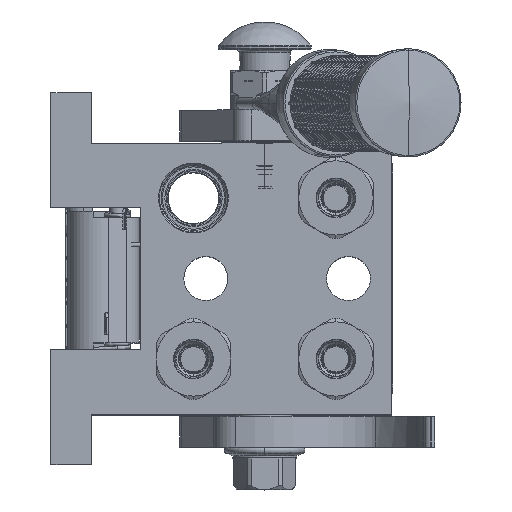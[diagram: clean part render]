
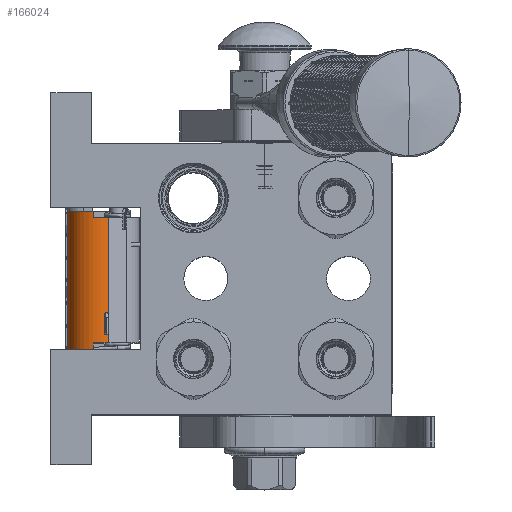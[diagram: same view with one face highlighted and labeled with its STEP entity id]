
A CAD part, top view. The second image highlights one B-rep face of the part: STEP entity #166024.
In plain terms, the highlighted cylindrical face has radius 9.5 mm (diameter 19 mm), a partial arc.
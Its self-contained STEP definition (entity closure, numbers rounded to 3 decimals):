
#1796 = ORIENTED_EDGE ( 'NONE', *, *, #93151, .F. ) ;
#7396 = EDGE_CURVE ( 'NONE', #124582, #26902, #122426, .T. ) ;
#7490 = CARTESIAN_POINT ( 'NONE',  ( -20.25, -5.154, -56.269 ) ) ;
#8213 = VECTOR ( 'NONE', #76140, 1000. ) ;
#15882 = EDGE_LOOP ( 'NONE', ( #17588, #79539, #1796, #193545, #130311, #94879, #106115, #52517 ) ) ;
#17588 = ORIENTED_EDGE ( 'NONE', *, *, #94514, .F. ) ;
#18397 = AXIS2_PLACEMENT_3D ( 'NONE', #116424, #103165, #164210 ) ;
#19980 = LINE ( 'NONE', #44416, #8213 ) ;
#25200 = DIRECTION ( 'NONE',  ( 0., -0.385, -0.923 ) ) ;
#26902 = VERTEX_POINT ( 'NONE', #75889 ) ;
#29164 = DIRECTION ( 'NONE',  ( 0., 0.158, -0.987 ) ) ;
#32560 = DIRECTION ( 'NONE',  ( 1., 0., 0. ) ) ;
#35147 = LINE ( 'NONE', #82875, #87485 ) ;
#39836 = DIRECTION ( 'NONE',  ( 1., 0., 0. ) ) ;
#44416 = CARTESIAN_POINT ( 'NONE',  ( -22.25, 0., -56.881 ) ) ;
#46498 = CARTESIAN_POINT ( 'NONE',  ( 20.25, -1.5, -47.5 ) ) ;
#52517 = ORIENTED_EDGE ( 'NONE', *, *, #139943, .F. ) ;
#52766 = AXIS2_PLACEMENT_3D ( 'NONE', #46498, #32560, #63046 ) ;
#53681 = VERTEX_POINT ( 'NONE', #58369 ) ;
#58369 = CARTESIAN_POINT ( 'NONE',  ( -22.25, 0., -56.881 ) ) ;
#61760 = DIRECTION ( 'NONE',  ( 1., 0., 0. ) ) ;
#63046 = DIRECTION ( 'NONE',  ( 0., -0.385, -0.923 ) ) ;
#68232 = CARTESIAN_POINT ( 'NONE',  ( 22.25, -1.5, -47.5 ) ) ;
#70702 = CARTESIAN_POINT ( 'NONE',  ( -20.25, 0., -56.881 ) ) ;
#73178 = VERTEX_POINT ( 'NONE', #7490 ) ;
#75693 = CIRCLE ( 'NONE', #118877, 9.5 ) ;
#75889 = CARTESIAN_POINT ( 'NONE',  ( 22.25, 8., -47.5 ) ) ;
#76140 = DIRECTION ( 'NONE',  ( 1., 0., 0. ) ) ;
#78718 = CARTESIAN_POINT ( 'NONE',  ( 22.25, 0., -56.881 ) ) ;
#79375 = VERTEX_POINT ( 'NONE', #70702 ) ;
#79539 = ORIENTED_EDGE ( 'NONE', *, *, #141040, .T. ) ;
#80323 = CIRCLE ( 'NONE', #52766, 9.5 ) ;
#82654 = EDGE_CURVE ( 'NONE', #157101, #115433, #35147, .T. ) ;
#82875 = CARTESIAN_POINT ( 'NONE',  ( 20.25, 0., -56.881 ) ) ;
#86091 = LINE ( 'NONE', #177670, #112190 ) ;
#87485 = VECTOR ( 'NONE', #99430, 1000. ) ;
#93151 = EDGE_CURVE ( 'NONE', #53681, #79375, #19980, .T. ) ;
#94514 = EDGE_CURVE ( 'NONE', #73178, #186381, #86091, .T. ) ;
#94879 = ORIENTED_EDGE ( 'NONE', *, *, #128005, .F. ) ;
#99430 = DIRECTION ( 'NONE',  ( 1., 0., 0. ) ) ;
#103165 = DIRECTION ( 'NONE',  ( -1., 0., 0. ) ) ;
#104563 = CYLINDRICAL_SURFACE ( 'NONE', #18397, 9.5 ) ;
#104793 = DIRECTION ( 'NONE',  ( 1., 0., 0. ) ) ;
#106115 = ORIENTED_EDGE ( 'NONE', *, *, #82654, .F. ) ;
#112101 = DIRECTION ( 'NONE',  ( 0., 0.158, -0.987 ) ) ;
#112190 = VECTOR ( 'NONE', #141433, 1000. ) ;
#115433 = VERTEX_POINT ( 'NONE', #78718 ) ;
#116424 = CARTESIAN_POINT ( 'NONE',  ( -22.25, -1.5, -47.5 ) ) ;
#118827 = FACE_OUTER_BOUND ( 'NONE', #15882, .T. ) ;
#118877 = AXIS2_PLACEMENT_3D ( 'NONE', #68232, #159832, #112101 ) ;
#122426 = LINE ( 'NONE', #181321, #172418 ) ;
#124582 = VERTEX_POINT ( 'NONE', #193831 ) ;
#128005 = EDGE_CURVE ( 'NONE', #115433, #26902, #75693, .T. ) ;
#130311 = ORIENTED_EDGE ( 'NONE', *, *, #7396, .T. ) ;
#139943 = EDGE_CURVE ( 'NONE', #186381, #157101, #80323, .T. ) ;
#141040 = EDGE_CURVE ( 'NONE', #73178, #79375, #184388, .T. ) ;
#141433 = DIRECTION ( 'NONE',  ( 1., 0., 0. ) ) ;
#143184 = CIRCLE ( 'NONE', #162051, 9.5 ) ;
#157101 = VERTEX_POINT ( 'NONE', #158219 ) ;
#158219 = CARTESIAN_POINT ( 'NONE',  ( 20.25, 0., -56.881 ) ) ;
#159832 = DIRECTION ( 'NONE',  ( 1., 0., 0. ) ) ;
#162051 = AXIS2_PLACEMENT_3D ( 'NONE', #195785, #104793, #29164 ) ;
#164210 = DIRECTION ( 'NONE',  ( 0., -1., 0. ) ) ;
#166024 = ADVANCED_FACE ( 'NONE', ( #118827 ), #104563, .T. ) ;
#172418 = VECTOR ( 'NONE', #61760, 1000. ) ;
#173778 = CARTESIAN_POINT ( 'NONE',  ( 20.25, -5.154, -56.269 ) ) ;
#176949 = EDGE_CURVE ( 'NONE', #53681, #124582, #143184, .T. ) ;
#177670 = CARTESIAN_POINT ( 'NONE',  ( -20.25, -5.154, -56.269 ) ) ;
#177867 = CARTESIAN_POINT ( 'NONE',  ( -20.25, -1.5, -47.5 ) ) ;
#181321 = CARTESIAN_POINT ( 'NONE',  ( -22.25, 8., -47.5 ) ) ;
#184388 = CIRCLE ( 'NONE', #196682, 9.5 ) ;
#186381 = VERTEX_POINT ( 'NONE', #173778 ) ;
#193545 = ORIENTED_EDGE ( 'NONE', *, *, #176949, .T. ) ;
#193831 = CARTESIAN_POINT ( 'NONE',  ( -22.25, 8., -47.5 ) ) ;
#195785 = CARTESIAN_POINT ( 'NONE',  ( -22.25, -1.5, -47.5 ) ) ;
#196682 = AXIS2_PLACEMENT_3D ( 'NONE', #177867, #39836, #25200 ) ;
